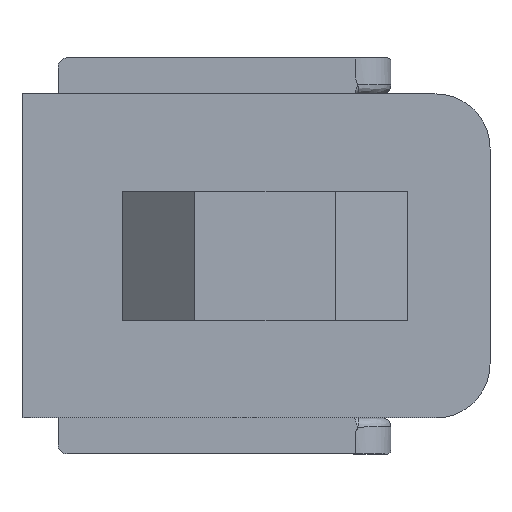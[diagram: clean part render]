
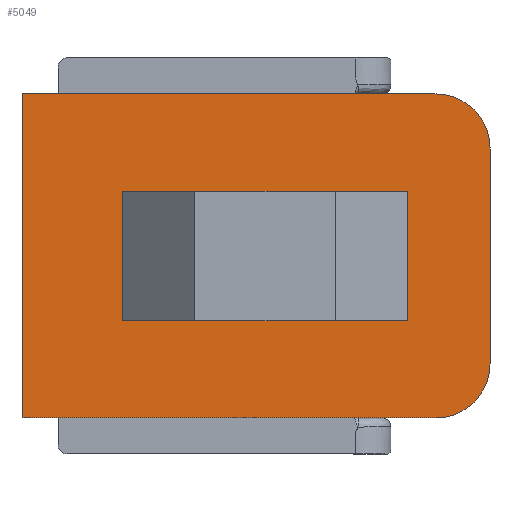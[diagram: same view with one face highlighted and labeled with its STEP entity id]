
A CAD part, left-side view. The second image highlights one B-rep face of the part: STEP entity #5049.
In plain terms, the highlighted planar face has unit normal (-1, 0, 0).
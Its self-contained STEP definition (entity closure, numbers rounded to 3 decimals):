
#3 = VECTOR ( 'NONE', #2838, 1000. ) ;
#72 = AXIS2_PLACEMENT_3D ( 'NONE', #3596, #396, #861 ) ;
#311 = DIRECTION ( 'NONE',  ( 0., 0., 1. ) ) ;
#355 = CARTESIAN_POINT ( 'NONE',  ( 0., 13.5, -9. ) ) ;
#396 = DIRECTION ( 'NONE',  ( 1., 0., 0. ) ) ;
#456 = CARTESIAN_POINT ( 'NONE',  ( 0., 13.5, 9. ) ) ;
#480 = ORIENTED_EDGE ( 'NONE', *, *, #3805, .T. ) ;
#503 = CARTESIAN_POINT ( 'NONE',  ( 0., -0.7, -3.4 ) ) ;
#511 = LINE ( 'NONE', #3636, #2828 ) ;
#575 = DIRECTION ( 'NONE',  ( 1., 0., 0. ) ) ;
#586 = CIRCLE ( 'NONE', #821, 4.7 ) ;
#673 = CARTESIAN_POINT ( 'NONE',  ( 0., 13.5, -9. ) ) ;
#725 = EDGE_CURVE ( 'NONE', #5530, #2702, #4726, .T. ) ;
#729 = ORIENTED_EDGE ( 'NONE', *, *, #725, .T. ) ;
#785 = AXIS2_PLACEMENT_3D ( 'NONE', #802, #3064, #311 ) ;
#802 = CARTESIAN_POINT ( 'NONE',  ( 0., -9.5, 6. ) ) ;
#821 = AXIS2_PLACEMENT_3D ( 'NONE', #2860, #575, #4744 ) ;
#830 = VERTEX_POINT ( 'NONE', #5240 ) ;
#861 = DIRECTION ( 'NONE',  ( 0., 0., 1. ) ) ;
#919 = EDGE_CURVE ( 'NONE', #2702, #1466, #3414, .T. ) ;
#967 = ORIENTED_EDGE ( 'NONE', *, *, #4531, .T. ) ;
#1121 = DIRECTION ( 'NONE',  ( 0., 0., 1. ) ) ;
#1220 = LINE ( 'NONE', #456, #3 ) ;
#1299 = FACE_OUTER_BOUND ( 'NONE', #4490, .T. ) ;
#1320 = DIRECTION ( 'NONE',  ( 0., 0., 1. ) ) ;
#1353 = EDGE_CURVE ( 'NONE', #1495, #3070, #1961, .T. ) ;
#1423 = CARTESIAN_POINT ( 'NONE',  ( 0., 13.5, 3.4 ) ) ;
#1466 = VERTEX_POINT ( 'NONE', #3695 ) ;
#1495 = VERTEX_POINT ( 'NONE', #4704 ) ;
#1588 = VECTOR ( 'NONE', #5485, 1000. ) ;
#1591 = LINE ( 'NONE', #4108, #5427 ) ;
#1625 = AXIS2_PLACEMENT_3D ( 'NONE', #2877, #1944, #1121 ) ;
#1666 = LINE ( 'NONE', #5939, #3257 ) ;
#1745 = EDGE_CURVE ( 'NONE', #830, #4668, #3333, .T. ) ;
#1858 = CARTESIAN_POINT ( 'NONE',  ( 0., -12.5, 6. ) ) ;
#1904 = CARTESIAN_POINT ( 'NONE',  ( 0., -9.5, 9. ) ) ;
#1931 = VERTEX_POINT ( 'NONE', #5965 ) ;
#1934 = DIRECTION ( 'NONE',  ( 0., -1., 0. ) ) ;
#1944 = DIRECTION ( 'NONE',  ( -1., 0., 0. ) ) ;
#1961 = CIRCLE ( 'NONE', #1625, 3. ) ;
#2030 = VECTOR ( 'NONE', #4545, 1000. ) ;
#2320 = LINE ( 'NONE', #355, #1588 ) ;
#2702 = VERTEX_POINT ( 'NONE', #3489 ) ;
#2733 = DIRECTION ( 'NONE',  ( 0., -1., 0. ) ) ;
#2809 = ORIENTED_EDGE ( 'NONE', *, *, #3785, .T. ) ;
#2828 = VECTOR ( 'NONE', #3659, 1000. ) ;
#2838 = DIRECTION ( 'NONE',  ( 0., 0., -1. ) ) ;
#2860 = CARTESIAN_POINT ( 'NONE',  ( 0., -0.7, 1.3 ) ) ;
#2877 = CARTESIAN_POINT ( 'NONE',  ( 0., -9.5, -6. ) ) ;
#2907 = EDGE_CURVE ( 'NONE', #4668, #5611, #586, .T. ) ;
#3057 = DIRECTION ( 'NONE',  ( 0., 1., 0. ) ) ;
#3064 = DIRECTION ( 'NONE',  ( -1., 0., 0. ) ) ;
#3070 = VERTEX_POINT ( 'NONE', #4879 ) ;
#3106 = FACE_BOUND ( 'NONE', #4738, .T. ) ;
#3115 = VECTOR ( 'NONE', #3057, 1000. ) ;
#3140 = ORIENTED_EDGE ( 'NONE', *, *, #1353, .T. ) ;
#3257 = VECTOR ( 'NONE', #4059, 1000. ) ;
#3262 = LINE ( 'NONE', #4076, #2030 ) ;
#3333 = LINE ( 'NONE', #5784, #3115 ) ;
#3414 = CIRCLE ( 'NONE', #72, 4.7 ) ;
#3489 = CARTESIAN_POINT ( 'NONE',  ( 0., 0.7, 3.4 ) ) ;
#3492 = VERTEX_POINT ( 'NONE', #673 ) ;
#3596 = CARTESIAN_POINT ( 'NONE',  ( 0., 0.7, -1.3 ) ) ;
#3636 = CARTESIAN_POINT ( 'NONE',  ( 0., -4., 9. ) ) ;
#3659 = DIRECTION ( 'NONE',  ( 0., 0., -1. ) ) ;
#3695 = CARTESIAN_POINT ( 'NONE',  ( 0., -4., -1.3 ) ) ;
#3785 = EDGE_CURVE ( 'NONE', #4729, #3893, #4500, .T. ) ;
#3805 = EDGE_CURVE ( 'NONE', #5611, #5530, #1591, .T. ) ;
#3806 = ORIENTED_EDGE ( 'NONE', *, *, #1745, .T. ) ;
#3813 = EDGE_CURVE ( 'NONE', #3893, #1931, #3262, .T. ) ;
#3893 = VERTEX_POINT ( 'NONE', #1904 ) ;
#4059 = DIRECTION ( 'NONE',  ( 0., 0., 1. ) ) ;
#4076 = CARTESIAN_POINT ( 'NONE',  ( 0., 13.5, 9. ) ) ;
#4108 = CARTESIAN_POINT ( 'NONE',  ( 0., 4., 9. ) ) ;
#4114 = AXIS2_PLACEMENT_3D ( 'NONE', #5929, #4635, #2733 ) ;
#4300 = CARTESIAN_POINT ( 'NONE',  ( 0., 4., 1.3 ) ) ;
#4318 = EDGE_CURVE ( 'NONE', #1931, #3492, #1220, .T. ) ;
#4354 = VECTOR ( 'NONE', #1934, 1000. ) ;
#4490 = EDGE_LOOP ( 'NONE', ( #967, #2809, #5269, #5252, #5953, #3140 ) ) ;
#4493 = EDGE_CURVE ( 'NONE', #3492, #1495, #2320, .T. ) ;
#4500 = CIRCLE ( 'NONE', #785, 3. ) ;
#4531 = EDGE_CURVE ( 'NONE', #3070, #4729, #1666, .T. ) ;
#4545 = DIRECTION ( 'NONE',  ( 0., 1., 0. ) ) ;
#4569 = CARTESIAN_POINT ( 'NONE',  ( 0., 4., 3.4 ) ) ;
#4608 = EDGE_CURVE ( 'NONE', #1466, #830, #511, .T. ) ;
#4618 = PLANE ( 'NONE',  #4114 ) ;
#4635 = DIRECTION ( 'NONE',  ( -1., 0., 0. ) ) ;
#4659 = ORIENTED_EDGE ( 'NONE', *, *, #919, .T. ) ;
#4668 = VERTEX_POINT ( 'NONE', #503 ) ;
#4704 = CARTESIAN_POINT ( 'NONE',  ( 0., -9.5, -9. ) ) ;
#4726 = LINE ( 'NONE', #1423, #4354 ) ;
#4729 = VERTEX_POINT ( 'NONE', #1858 ) ;
#4738 = EDGE_LOOP ( 'NONE', ( #5036, #480, #729, #4659, #5156, #3806 ) ) ;
#4744 = DIRECTION ( 'NONE',  ( 0., 0., 1. ) ) ;
#4879 = CARTESIAN_POINT ( 'NONE',  ( 0., -12.5, -6. ) ) ;
#5036 = ORIENTED_EDGE ( 'NONE', *, *, #2907, .T. ) ;
#5049 = ADVANCED_FACE ( 'NONE', ( #3106, #1299 ), #4618, .T. ) ;
#5156 = ORIENTED_EDGE ( 'NONE', *, *, #4608, .T. ) ;
#5240 = CARTESIAN_POINT ( 'NONE',  ( 0., -4., -3.4 ) ) ;
#5252 = ORIENTED_EDGE ( 'NONE', *, *, #4318, .T. ) ;
#5269 = ORIENTED_EDGE ( 'NONE', *, *, #3813, .T. ) ;
#5427 = VECTOR ( 'NONE', #1320, 1000. ) ;
#5485 = DIRECTION ( 'NONE',  ( 0., -1., 0. ) ) ;
#5530 = VERTEX_POINT ( 'NONE', #4569 ) ;
#5611 = VERTEX_POINT ( 'NONE', #4300 ) ;
#5784 = CARTESIAN_POINT ( 'NONE',  ( 0., 13.5, -3.4 ) ) ;
#5929 = CARTESIAN_POINT ( 'NONE',  ( 0., 13.5, 9. ) ) ;
#5939 = CARTESIAN_POINT ( 'NONE',  ( 0., -12.5, -3.5 ) ) ;
#5953 = ORIENTED_EDGE ( 'NONE', *, *, #4493, .T. ) ;
#5965 = CARTESIAN_POINT ( 'NONE',  ( 0., 13.5, 9. ) ) ;
